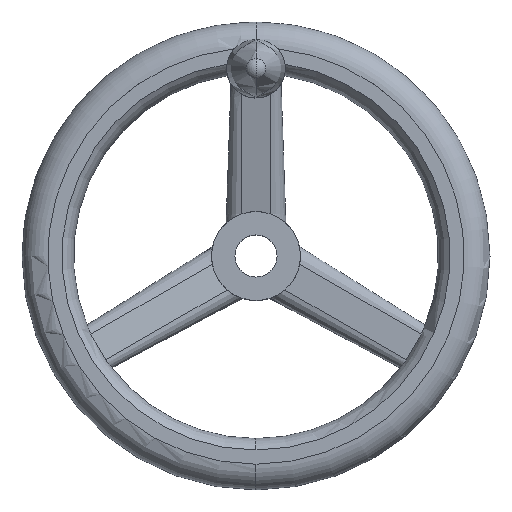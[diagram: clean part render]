
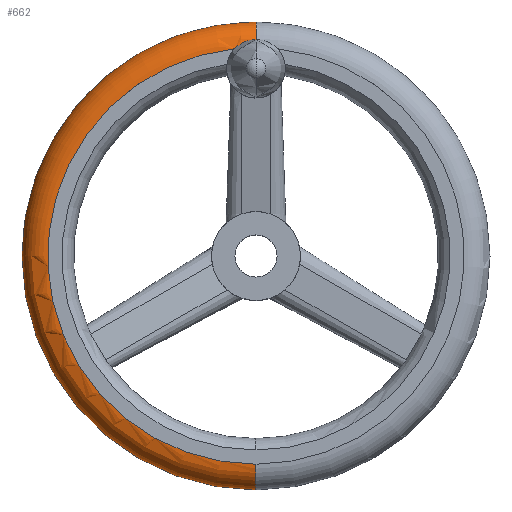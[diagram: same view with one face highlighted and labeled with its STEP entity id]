
A CAD part, top view. The second image highlights one B-rep face of the part: STEP entity #662.
In plain terms, the highlighted toroidal (fillet/blend) face has major radius 89 mm and minor radius 11 mm.
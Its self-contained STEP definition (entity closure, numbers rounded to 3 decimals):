
#288=EDGE_CURVE('',#468,#328,#824,.T.);
#302=EDGE_CURVE('',#360,#328,#838,.T.);
#328=VERTEX_POINT('',#867);
#336=EDGE_CURVE('',#374,#360,#876,.T.);
#360=VERTEX_POINT('',#901);
#362=EDGE_CURVE('',#374,#684,#903,.T.);
#374=VERTEX_POINT('',#916);
#416=EDGE_CURVE('',#468,#684,#966,.T.);
#468=VERTEX_POINT('',#1024);
#662=ADVANCED_FACE('',(#1242),#1243,.T.);
#684=VERTEX_POINT('',#1268);
#824=CIRCLE('',#1434,11.0);
#838=CIRCLE('',#1479,89.);
#867=CARTESIAN_POINT('',(0.,89.,45.));
#876=CIRCLE('',#1605,89.);
#901=CARTESIAN_POINT('',(-9.138,88.53,45.));
#903=CIRCLE('',#1659,11.0);
#916=CARTESIAN_POINT('',(0.,-89.0,45.));
#966=CIRCLE('',#1787,100.0);
#1024=CARTESIAN_POINT('',(0.,100.,34.));
#1242=FACE_OUTER_BOUND('',#2453,.T.);
#1243=TOROIDAL_SURFACE('',#2454,89.0,11.0);
#1268=CARTESIAN_POINT('',(0.,-100.0,34.));
#1434=AXIS2_PLACEMENT_3D('',#2790,#2791,#2792);
#1479=AXIS2_PLACEMENT_3D('',#2805,#2806,#2807);
#1605=AXIS2_PLACEMENT_3D('',#2857,#2858,#2859);
#1659=AXIS2_PLACEMENT_3D('',#2882,#2883,#2884);
#1787=AXIS2_PLACEMENT_3D('',#2966,#2967,#2968);
#2453=EDGE_LOOP('',(#3325,#3326,#3327,#3328,#3329));
#2454=AXIS2_PLACEMENT_3D('',#3330,#3331,#3332);
#2790=CARTESIAN_POINT('',(0.,89.,34.));
#2791=DIRECTION('',(1.0,0.,0.));
#2792=DIRECTION('',(0.,1.0,0.));
#2805=CARTESIAN_POINT('',(0.,0.,45.));
#2806=DIRECTION('',(0.,0.,-1.0));
#2807=DIRECTION('',(0.,1.0,0.));
#2857=CARTESIAN_POINT('',(0.,0.,45.));
#2858=DIRECTION('',(0.,0.,-1.0));
#2859=DIRECTION('',(0.,1.0,0.));
#2882=CARTESIAN_POINT('',(0.,-89.0,34.));
#2883=DIRECTION('',(1.0,0.,0.));
#2884=DIRECTION('',(0.,-1.0,0.));
#2966=CARTESIAN_POINT('',(0.,0.,34.));
#2967=DIRECTION('',(0.,0.,1.0));
#2968=DIRECTION('',(1.0,0.0,0.));
#3325=ORIENTED_EDGE('',*,*,#416,.T.);
#3326=ORIENTED_EDGE('',*,*,#362,.F.);
#3327=ORIENTED_EDGE('',*,*,#336,.T.);
#3328=ORIENTED_EDGE('',*,*,#302,.T.);
#3329=ORIENTED_EDGE('',*,*,#288,.F.);
#3330=CARTESIAN_POINT('',(0.,0.,34.));
#3331=DIRECTION('',(0.,0.,1.0));
#3332=DIRECTION('',(0.,1.0,0.0));
